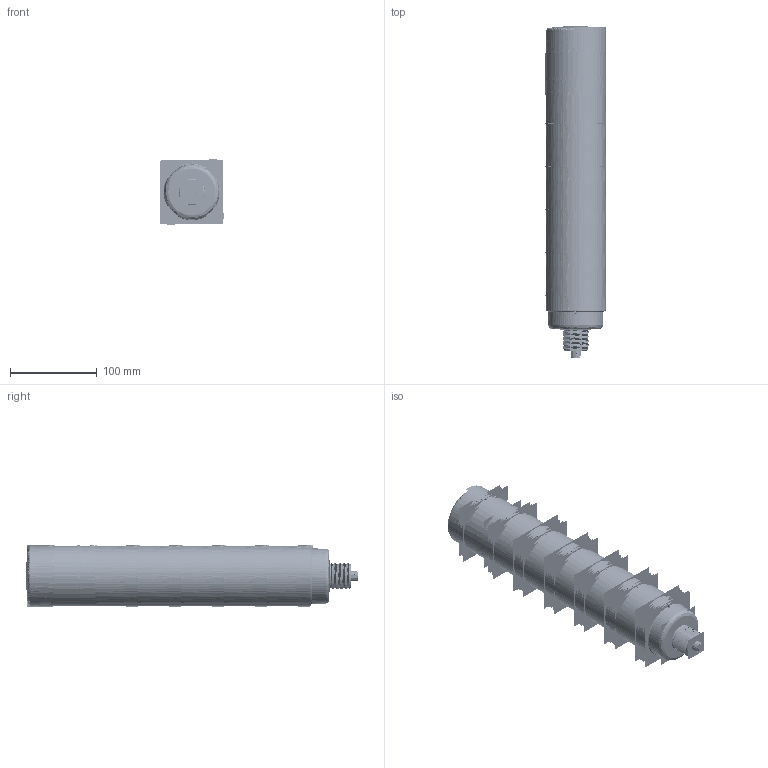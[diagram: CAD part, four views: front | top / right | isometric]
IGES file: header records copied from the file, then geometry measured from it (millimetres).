
Start section:  PTC IGES file: 198997.igs
Global section: file name: 198997.igs; native system: Creo Parametric by PTC Inc.; preprocessor: 2016260; author: pdmadmin; organization: Unknown; date: 20170310.112917; units: millimetre
Bounding box: 74.34 x 383.78 x 77.36 mm (x, y, z)
Volume: 354103 mm3; surface area: 2097675.2 mm2
Topology: 15 solids, 22 shells, 8210 faces, 40363 edges, 50415 vertices
Faces by surface type: revolution 4214, bspline 3996
